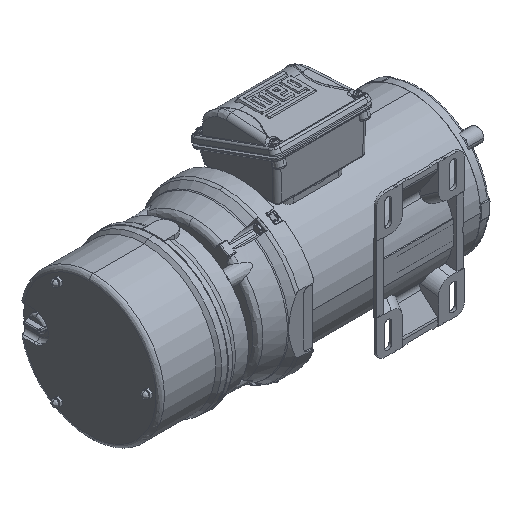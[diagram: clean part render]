
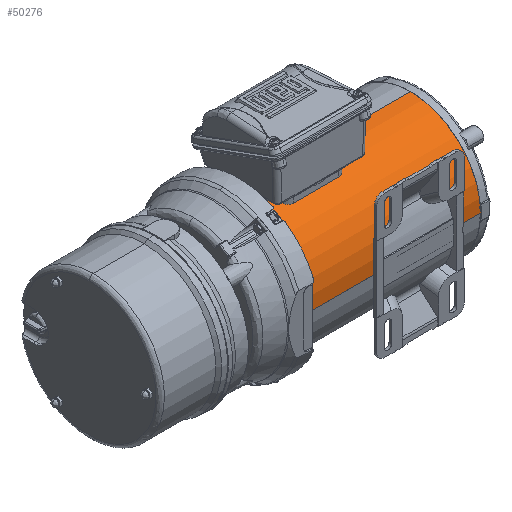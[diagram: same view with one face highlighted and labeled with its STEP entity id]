
A CAD part, isometric view. The second image highlights one B-rep face of the part: STEP entity #50276.
In plain terms, the highlighted cylindrical face has radius 81.875 mm (diameter 163.75 mm), a partial arc.
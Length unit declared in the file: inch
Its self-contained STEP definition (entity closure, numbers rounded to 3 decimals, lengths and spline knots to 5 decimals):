
#970 = ORIENTED_EDGE ( 'NONE', *, *, #18331, .T. ) ;
#1624 = DIRECTION ( 'NONE',  ( 0., 0., 1. ) ) ;
#2264 = LINE ( 'NONE', #29944, #22632 ) ;
#3268 = ORIENTED_EDGE ( 'NONE', *, *, #22458, .T. ) ;
#3579 = DIRECTION ( 'NONE',  ( 1., 0., 0. ) ) ;
#4725 = EDGE_CURVE ( 'NONE', #24762, #10585, #40557, .T. ) ;
#5173 = CARTESIAN_POINT ( 'NONE',  ( -7.87402, -3.22343, 0.00056 ) ) ;
#6305 = VERTEX_POINT ( 'NONE', #20075 ) ;
#6487 = CYLINDRICAL_SURFACE ( 'NONE', #53803, 3.22343 ) ;
#8033 = CARTESIAN_POINT ( 'NONE',  ( 0., 0., 3.22343 ) ) ;
#10585 = VERTEX_POINT ( 'NONE', #8033 ) ;
#10691 = DIRECTION ( 'NONE',  ( 0., 0., 1. ) ) ;
#10775 = VECTOR ( 'NONE', #3579, 39.37008 ) ;
#15302 = FACE_OUTER_BOUND ( 'NONE', #32460, .T. ) ;
#18331 = EDGE_CURVE ( 'NONE', #6305, #56310, #34366, .T. ) ;
#18826 = AXIS2_PLACEMENT_3D ( 'NONE', #25976, #30263, #49401 ) ;
#20075 = CARTESIAN_POINT ( 'NONE',  ( -7.87402, 0., 3.22343 ) ) ;
#20699 = CARTESIAN_POINT ( 'NONE',  ( 0., 0., 0. ) ) ;
#22458 = EDGE_CURVE ( 'NONE', #56310, #24762, #54345, .T. ) ;
#22632 = VECTOR ( 'NONE', #43061, 39.37008 ) ;
#24724 = DIRECTION ( 'NONE',  ( -1., 0., 0. ) ) ;
#24762 = VERTEX_POINT ( 'NONE', #28057 ) ;
#25976 = CARTESIAN_POINT ( 'NONE',  ( -7.87402, 0., 0. ) ) ;
#28057 = CARTESIAN_POINT ( 'NONE',  ( 0., -3.22343, 0.00056 ) ) ;
#29944 = CARTESIAN_POINT ( 'NONE',  ( 21.07546, 0., 3.22343 ) ) ;
#30263 = DIRECTION ( 'NONE',  ( 1., 0., 0. ) ) ;
#32460 = EDGE_LOOP ( 'NONE', ( #50252, #36406, #970, #3268 ) ) ;
#33858 = CARTESIAN_POINT ( 'NONE',  ( 21.07546, 0., 0. ) ) ;
#34101 = DIRECTION ( 'NONE',  ( -1., 0., 0. ) ) ;
#34366 = CIRCLE ( 'NONE', #18826, 3.22343 ) ;
#36406 = ORIENTED_EDGE ( 'NONE', *, *, #48698, .T. ) ;
#40557 = CIRCLE ( 'NONE', #52246, 3.22343 ) ;
#41582 = CARTESIAN_POINT ( 'NONE',  ( 21.07546, -3.22343, 0.00056 ) ) ;
#43061 = DIRECTION ( 'NONE',  ( -1., 0., 0. ) ) ;
#48698 = EDGE_CURVE ( 'NONE', #10585, #6305, #2264, .T. ) ;
#49401 = DIRECTION ( 'NONE',  ( 0., 0., 1. ) ) ;
#50252 = ORIENTED_EDGE ( 'NONE', *, *, #4725, .T. ) ;
#50276 = ADVANCED_FACE ( 'NONE', ( #15302 ), #6487, .T. ) ;
#52246 = AXIS2_PLACEMENT_3D ( 'NONE', #20699, #34101, #10691 ) ;
#53803 = AXIS2_PLACEMENT_3D ( 'NONE', #33858, #24724, #1624 ) ;
#54345 = LINE ( 'NONE', #41582, #10775 ) ;
#56310 = VERTEX_POINT ( 'NONE', #5173 ) ;
